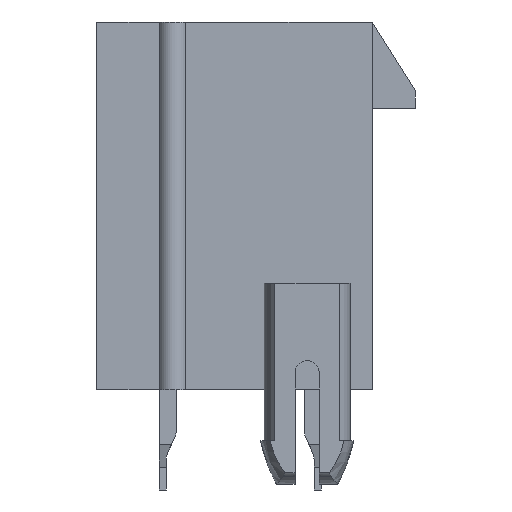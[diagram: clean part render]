
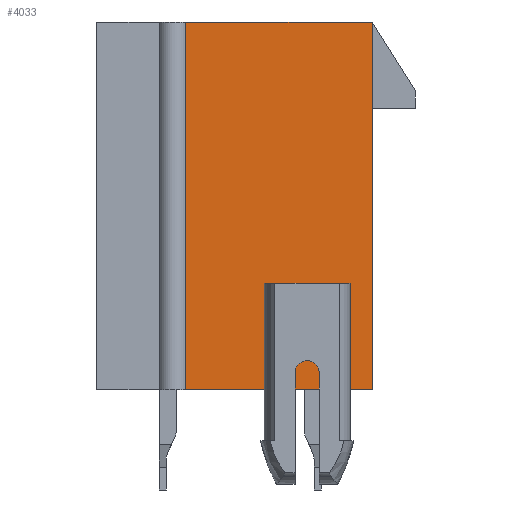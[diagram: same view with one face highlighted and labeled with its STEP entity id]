
A CAD part, left-side view. The second image highlights one B-rep face of the part: STEP entity #4033.
In plain terms, the highlighted planar face has unit normal (-1, 0, 0).
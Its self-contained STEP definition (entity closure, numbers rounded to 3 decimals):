
#334=ORIENTED_EDGE('',*,*,#1549,.T.);
#335=ORIENTED_EDGE('',*,*,#1550,.T.);
#336=ORIENTED_EDGE('',*,*,#1551,.T.);
#337=ORIENTED_EDGE('',*,*,#1552,.F.);
#338=ORIENTED_EDGE('',*,*,#1553,.F.);
#339=ORIENTED_EDGE('',*,*,#1554,.F.);
#340=ORIENTED_EDGE('',*,*,#1555,.F.);
#341=ORIENTED_EDGE('',*,*,#1556,.F.);
#1549=EDGE_CURVE('',#2152,#2153,#2533,.T.);
#1550=EDGE_CURVE('',#2153,#2154,#2534,.T.);
#1551=EDGE_CURVE('',#2154,#2155,#2535,.T.);
#1552=EDGE_CURVE('',#2152,#2155,#2536,.T.);
#1553=EDGE_CURVE('',#2156,#2157,#2537,.T.);
#1554=EDGE_CURVE('',#2158,#2156,#2538,.T.);
#1555=EDGE_CURVE('',#2159,#2158,#2539,.T.);
#1556=EDGE_CURVE('',#2157,#2159,#2540,.T.);
#2152=VERTEX_POINT('',#5911);
#2153=VERTEX_POINT('',#5912);
#2154=VERTEX_POINT('',#5914);
#2155=VERTEX_POINT('',#5916);
#2156=VERTEX_POINT('',#5919);
#2157=VERTEX_POINT('',#5920);
#2158=VERTEX_POINT('',#5922);
#2159=VERTEX_POINT('',#5924);
#2533=LINE('',#5910,#3019);
#2534=LINE('',#5913,#3020);
#2535=LINE('',#5915,#3021);
#2536=LINE('',#5917,#3022);
#2537=LINE('',#5918,#3023);
#2538=LINE('',#5921,#3024);
#2539=LINE('',#5923,#3025);
#2540=LINE('',#5925,#3026);
#3019=VECTOR('',#4739,1000.);
#3020=VECTOR('',#4740,1000.);
#3021=VECTOR('',#4741,1000.);
#3022=VECTOR('',#4742,1000.);
#3023=VECTOR('',#4743,1000.);
#3024=VECTOR('',#4744,1000.);
#3025=VECTOR('',#4745,1000.);
#3026=VECTOR('',#4746,1000.);
#3437=EDGE_LOOP('',(#334,#335,#336,#337));
#3438=EDGE_LOOP('',(#338,#339,#340,#341));
#3657=FACE_BOUND('',#3437,.T.);
#3658=FACE_BOUND('',#3438,.T.);
#3875=PLANE('',#4299);
#4033=ADVANCED_FACE('',(#3657,#3658),#3875,.T.);
#4299=AXIS2_PLACEMENT_3D('',#5909,#4737,#4738);
#4737=DIRECTION('',(-1.,0.,0.));
#4738=DIRECTION('',(0.,0.,1.));
#4739=DIRECTION('',(0.,-1.,0.));
#4740=DIRECTION('',(0.,0.,1.));
#4741=DIRECTION('',(0.,1.,0.));
#4742=DIRECTION('',(0.,0.,1.));
#4743=DIRECTION('',(0.,0.,-1.));
#4744=DIRECTION('',(0.,1.,0.));
#4745=DIRECTION('',(0.,0.,1.));
#4746=DIRECTION('',(0.,-1.,0.));
#5909=CARTESIAN_POINT('',(-2.75,0.,0.));
#5910=CARTESIAN_POINT('',(-2.75,4.8,-6.4));
#5911=CARTESIAN_POINT('',(-2.75,1.7,-6.4));
#5912=CARTESIAN_POINT('',(-2.75,-4.8,-6.4));
#5913=CARTESIAN_POINT('',(-2.75,-4.8,-6.4));
#5914=CARTESIAN_POINT('',(-2.75,-4.8,6.4));
#5915=CARTESIAN_POINT('',(-2.75,-4.8,6.4));
#5916=CARTESIAN_POINT('',(-2.75,1.7,6.4));
#5917=CARTESIAN_POINT('',(-2.75,1.7,-6.4));
#5918=CARTESIAN_POINT('',(-2.75,-1.78,-2.7));
#5919=CARTESIAN_POINT('',(-2.75,-1.78,-2.7));
#5920=CARTESIAN_POINT('',(-2.75,-1.78,-5.3));
#5921=CARTESIAN_POINT('',(-2.75,-3.28,-2.7));
#5922=CARTESIAN_POINT('',(-2.75,-3.28,-2.7));
#5923=CARTESIAN_POINT('',(-2.75,-3.28,-5.3));
#5924=CARTESIAN_POINT('',(-2.75,-3.28,-5.3));
#5925=CARTESIAN_POINT('',(-2.75,-1.78,-5.3));
